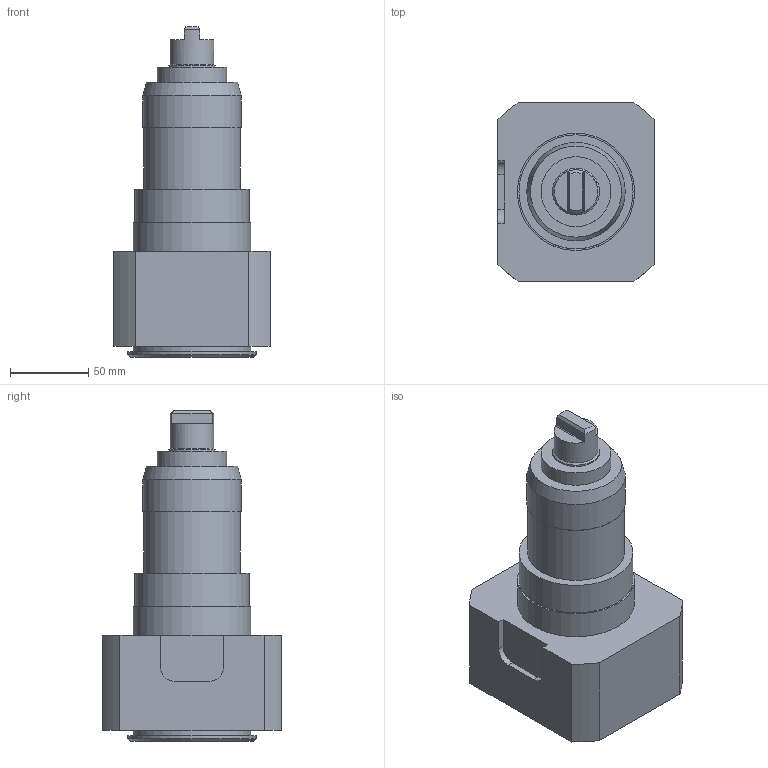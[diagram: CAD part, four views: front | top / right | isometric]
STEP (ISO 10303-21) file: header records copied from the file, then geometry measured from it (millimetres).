
FILE_DESCRIPTION(/* description */ (''),/* implementation_level */ '2;1');
FILE_NAME(/* name */ '1554454176141.stp',/* time_stamp */ '2019-04-05T14:19:44+06:00',/* author */ (''),/* organization */ ('SMS'),/* preprocessor_version */ 'ST-DEVELOPER v15',/* originating_system */ 'SIEMENS PLM Software NX 8.5',/* authorisation */ '');
FILE_SCHEMA (('AUTOMOTIVE_DESIGN { 1 0 10303 214 3 1 1 1 }'));
Length unit declared in the file: millimetre
Products named in the file (1): 201993905mod000_00
Bounding box: 100 x 115 x 211.5 mm (x, y, z)
Volume: 1090042.5 mm3; surface area: 79347.3 mm2
Topology: 1 solids, 1 shells, 61 faces, 131 edges, 88 vertices
Faces by surface type: plane 29, cylinder 19, cone 13
Full cylindrical faces by diameter (mm): 3 x1, 28 x1, 30 x1, 39.2 x1, 44.721 x1, 62 x1, 63 x1, 73 x1, 75 x2, 82 x1
Entity records: 1747 total; most frequent: CARTESIAN_POINT 393, DIRECTION 290, ORIENTED_EDGE 226, AXIS2_PLACEMENT_3D 121, EDGE_CURVE 113, EDGE_LOOP 90, VERTEX_POINT 83, ADVANCED_FACE 61
